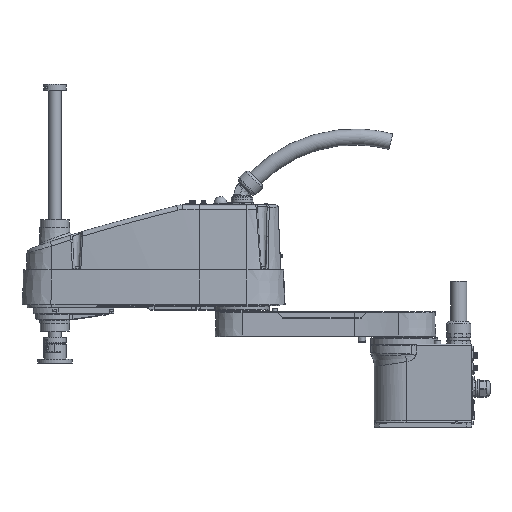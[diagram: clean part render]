
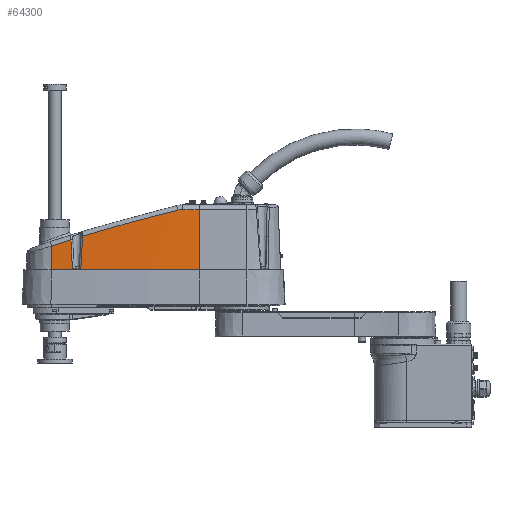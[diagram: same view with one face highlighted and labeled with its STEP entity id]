
A CAD part, top view. The second image highlights one B-rep face of the part: STEP entity #64300.
In plain terms, the highlighted conical face has half-angle 2.5 degrees and reference radius 2539.47 mm.
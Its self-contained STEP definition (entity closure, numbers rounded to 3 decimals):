
#13 = CARTESIAN_POINT ( 'NONE',  ( -85., 75., -2465.029 ) ) ;
#1053 = ORIENTED_EDGE ( 'NONE', *, *, #2475, .F. ) ;
#1687 = CARTESIAN_POINT ( 'NONE',  ( -128.605, 191.489, 68.865 ) ) ;
#2030 = CARTESIAN_POINT ( 'NONE',  ( -339.798, 75., 61.511 ) ) ;
#2046 = DIRECTION ( 'NONE',  ( 0., -0.999, 0.044 ) ) ;
#2475 = EDGE_CURVE ( 'NONE', #64851, #65376, #48908, .T. ) ;
#3819 = VERTEX_POINT ( 'NONE', #42672 ) ;
#3973 = CARTESIAN_POINT ( 'NONE',  ( -342.495, 126.402, 58.982 ) ) ;
#3981 = ORIENTED_EDGE ( 'NONE', *, *, #34151, .T. ) ;
#4335 = AXIS2_PLACEMENT_3D ( 'NONE', #58255, #53883, #12332 ) ;
#5578 = CARTESIAN_POINT ( 'NONE',  ( -322.783, 75., 63.169 ) ) ;
#6116 = ORIENTED_EDGE ( 'NONE', *, *, #15267, .T. ) ;
#7126 = B_SPLINE_CURVE_WITH_KNOTS ( 'NONE', 3,
 ( #36042, #56499, #34817, #29108, #54600, #13710, #20655, #29450, #18756, #3973 ),
 .UNSPECIFIED., .F., .F.,
 ( 4, 3, 3, 4 ),
 ( 0., 0.006, 0.03, 0.052 ),
 .UNSPECIFIED. ) ;
#7633 = CARTESIAN_POINT ( 'NONE',  ( -381.712, 72.3, 57.051 ) ) ;
#8560 = CARTESIAN_POINT ( 'NONE',  ( -342.692, 130.163, 58.797 ) ) ;
#11428 = CARTESIAN_POINT ( 'NONE',  ( -342.788, 132.043, 58.704 ) ) ;
#11485 = VERTEX_POINT ( 'NONE', #1687 ) ;
#12332 = DIRECTION ( 'NONE',  ( 0., 0., 1. ) ) ;
#12859 = B_SPLINE_CURVE_WITH_KNOTS ( 'NONE', 3,
 ( #59182, #18640, #58839, #53822 ),
 .UNSPECIFIED., .F., .F.,
 ( 4, 4 ),
 ( 0., 0.009 ),
 .UNSPECIFIED. ) ;
#13134 = CARTESIAN_POINT ( 'NONE',  ( -119.265, 192.586, 68.961 ) ) ;
#13710 = CARTESIAN_POINT ( 'NONE',  ( -340.949, 96.943, 60.432 ) ) ;
#14344 = DIRECTION ( 'NONE',  ( 0., 0., -1. ) ) ;
#14902 = B_SPLINE_CURVE_WITH_KNOTS ( 'NONE', 3,
 ( #49125, #23607, #8560, #44105 ),
 .UNSPECIFIED., .F., .F.,
 ( 4, 4 ),
 ( 0., 0.006 ),
 .UNSPECIFIED. ) ;
#15071 = CONICAL_SURFACE ( 'NONE', #4335, 2539.474, 0.044 ) ;
#15144 = VERTEX_POINT ( 'NONE', #60302 ) ;
#15267 = EDGE_CURVE ( 'NONE', #19431, #31625, #25964, .T. ) ;
#15293 = CARTESIAN_POINT ( 'NONE',  ( -381.712, 72.3, 57.051 ) ) ;
#15991 = AXIS2_PLACEMENT_3D ( 'NONE', #59900, #24691, #14344 ) ;
#16501 = CARTESIAN_POINT ( 'NONE',  ( -368.613, 123.741, 56.331 ) ) ;
#18428 = EDGE_CURVE ( 'NONE', #11485, #23064, #39847, .T. ) ;
#18640 = CARTESIAN_POINT ( 'NONE',  ( -122.421, 192.586, 68.918 ) ) ;
#18756 = CARTESIAN_POINT ( 'NONE',  ( -342.12, 119.243, 59.334 ) ) ;
#18797 = CARTESIAN_POINT ( 'NONE',  ( -342.495, 126.402, 58.982 ) ) ;
#19169 = CARTESIAN_POINT ( 'NONE',  ( -320.558, 117.415, 61.518 ) ) ;
#19431 = VERTEX_POINT ( 'NONE', #7633 ) ;
#20319 = B_SPLINE_CURVE_WITH_KNOTS ( 'NONE', 3,
 ( #29215, #49702, #24176, #44655, #65059, #19169, #51014, #36893, #25839, #46319 ),
 .UNSPECIFIED., .F., .F.,
 ( 4, 3, 3, 4 ),
 ( 0., 0.006, 0.03, 0.065 ),
 .UNSPECIFIED. ) ;
#20445 = DIRECTION ( 'NONE',  ( 0., 0., 1. ) ) ;
#20542 = EDGE_CURVE ( 'NONE', #15144, #60842, #21483, .T. ) ;
#20655 = CARTESIAN_POINT ( 'NONE',  ( -341.368, 104.923, 60.039 ) ) ;
#20929 = EDGE_CURVE ( 'NONE', #15144, #31625, #47978, .T. ) ;
#21483 = CIRCLE ( 'NONE', #15991, 2534.222 ) ;
#22600 = CARTESIAN_POINT ( 'NONE',  ( -256.468, 158.804, 65.651 ) ) ;
#22691 = FACE_OUTER_BOUND ( 'NONE', #31187, .T. ) ;
#23064 = VERTEX_POINT ( 'NONE', #29559 ) ;
#23607 = CARTESIAN_POINT ( 'NONE',  ( -342.594, 128.283, 58.889 ) ) ;
#24176 = CARTESIAN_POINT ( 'NONE',  ( -319.616, 135.376, 60.818 ) ) ;
#24691 = DIRECTION ( 'NONE',  ( 0., -1., 0. ) ) ;
#24908 = ORIENTED_EDGE ( 'NONE', *, *, #18428, .T. ) ;
#25839 = CARTESIAN_POINT ( 'NONE',  ( -322.181, 86.477, 62.722 ) ) ;
#25964 = CIRCLE ( 'NONE', #53828, 2539.474 ) ;
#27304 = CARTESIAN_POINT ( 'NONE',  ( -128.605, 191.489, 68.865 ) ) ;
#28593 = VECTOR ( 'NONE', #55843, 1000. ) ;
#29108 = CARTESIAN_POINT ( 'NONE',  ( -340.112, 80.985, 61.217 ) ) ;
#29215 = CARTESIAN_POINT ( 'NONE',  ( -319.406, 139.368, 60.662 ) ) ;
#29450 = CARTESIAN_POINT ( 'NONE',  ( -341.744, 112.083, 59.687 ) ) ;
#29559 = CARTESIAN_POINT ( 'NONE',  ( -319.406, 139.368, 60.662 ) ) ;
#30513 = EDGE_CURVE ( 'NONE', #3819, #42745, #61426, .T. ) ;
#30546 = ORIENTED_EDGE ( 'NONE', *, *, #49077, .T. ) ;
#31089 = ORIENTED_EDGE ( 'NONE', *, *, #42185, .T. ) ;
#31187 = EDGE_LOOP ( 'NONE', ( #24908, #3981, #1053, #31089, #46926, #65372, #61776, #6116, #49678, #33023, #30546 ) ) ;
#31448 = CARTESIAN_POINT ( 'NONE',  ( -85., 72.3, -2465.029 ) ) ;
#31625 = VERTEX_POINT ( 'NONE', #34712 ) ;
#32082 = DIRECTION ( 'NONE',  ( 0., 1., 0. ) ) ;
#33023 = ORIENTED_EDGE ( 'NONE', *, *, #20542, .T. ) ;
#34151 = EDGE_CURVE ( 'NONE', #23064, #65376, #20319, .T. ) ;
#34712 = CARTESIAN_POINT ( 'NONE',  ( -85., 72.3, 74.444 ) ) ;
#34817 = CARTESIAN_POINT ( 'NONE',  ( -340.007, 78.99, 61.315 ) ) ;
#36042 = CARTESIAN_POINT ( 'NONE',  ( -339.798, 75., 61.511 ) ) ;
#36051 = AXIS2_PLACEMENT_3D ( 'NONE', #13, #56623, #20445 ) ;
#36893 = CARTESIAN_POINT ( 'NONE',  ( -321.579, 97.954, 62.276 ) ) ;
#36916 = CARTESIAN_POINT ( 'NONE',  ( -381.471, 119.463, 55.006 ) ) ;
#39011 = VERTEX_POINT ( 'NONE', #18797 ) ;
#39847 = B_SPLINE_CURVE_WITH_KNOTS ( 'NONE', 3,
 ( #27304, #66277, #22600, #62508 ),
 .UNSPECIFIED., .F., .F.,
 ( 4, 4 ),
 ( 0., 0.198 ),
 .UNSPECIFIED. ) ;
#41958 = CARTESIAN_POINT ( 'NONE',  ( -355.719, 127.934, 57.564 ) ) ;
#42185 = EDGE_CURVE ( 'NONE', #64851, #39011, #7126, .T. ) ;
#42672 = CARTESIAN_POINT ( 'NONE',  ( -342.788, 132.043, 58.704 ) ) ;
#42745 = VERTEX_POINT ( 'NONE', #43665 ) ;
#43665 = CARTESIAN_POINT ( 'NONE',  ( -381.471, 119.463, 55.006 ) ) ;
#44105 = CARTESIAN_POINT ( 'NONE',  ( -342.788, 132.043, 58.704 ) ) ;
#44655 = CARTESIAN_POINT ( 'NONE',  ( -319.72, 133.38, 60.895 ) ) ;
#44940 = EDGE_CURVE ( 'NONE', #39011, #3819, #14902, .T. ) ;
#46319 = CARTESIAN_POINT ( 'NONE',  ( -322.783, 75., 63.169 ) ) ;
#46926 = ORIENTED_EDGE ( 'NONE', *, *, #44940, .T. ) ;
#47320 = CARTESIAN_POINT ( 'NONE',  ( -85., 72.3, 74.444 ) ) ;
#47978 = LINE ( 'NONE', #47320, #50423 ) ;
#48908 = CIRCLE ( 'NONE', #36051, 2539.356 ) ;
#49077 = EDGE_CURVE ( 'NONE', #60842, #11485, #12859, .T. ) ;
#49125 = CARTESIAN_POINT ( 'NONE',  ( -342.495, 126.402, 58.982 ) ) ;
#49678 = ORIENTED_EDGE ( 'NONE', *, *, #20929, .F. ) ;
#49702 = CARTESIAN_POINT ( 'NONE',  ( -319.511, 137.372, 60.74 ) ) ;
#50423 = VECTOR ( 'NONE', #2046, 1000. ) ;
#51014 = CARTESIAN_POINT ( 'NONE',  ( -320.977, 109.432, 61.829 ) ) ;
#53822 = CARTESIAN_POINT ( 'NONE',  ( -128.605, 191.489, 68.865 ) ) ;
#53828 = AXIS2_PLACEMENT_3D ( 'NONE', #31448, #32082, #62589 ) ;
#53883 = DIRECTION ( 'NONE',  ( 0., -1., 0. ) ) ;
#54600 = CARTESIAN_POINT ( 'NONE',  ( -340.531, 88.964, 60.824 ) ) ;
#55843 = DIRECTION ( 'NONE',  ( -0.005, -0.999, 0.043 ) ) ;
#56499 = CARTESIAN_POINT ( 'NONE',  ( -339.903, 76.995, 61.413 ) ) ;
#56623 = DIRECTION ( 'NONE',  ( 0., 1., 0. ) ) ;
#58255 = CARTESIAN_POINT ( 'NONE',  ( -85., 72.3, -2465.029 ) ) ;
#58839 = CARTESIAN_POINT ( 'NONE',  ( -125.534, 192.221, 68.886 ) ) ;
#59182 = CARTESIAN_POINT ( 'NONE',  ( -119.265, 192.586, 68.961 ) ) ;
#59900 = CARTESIAN_POINT ( 'NONE',  ( -85., 192.586, -2465.029 ) ) ;
#60209 = LINE ( 'NONE', #15293, #28593 ) ;
#60302 = CARTESIAN_POINT ( 'NONE',  ( -85., 192.586, 69.193 ) ) ;
#60842 = VERTEX_POINT ( 'NONE', #13134 ) ;
#61231 = EDGE_CURVE ( 'NONE', #42745, #19431, #60209, .T. ) ;
#61426 = B_SPLINE_CURVE_WITH_KNOTS ( 'NONE', 3,
 ( #11428, #41958, #16501, #36916 ),
 .UNSPECIFIED., .F., .F.,
 ( 4, 4 ),
 ( 0.003, 0.044 ),
 .UNSPECIFIED. ) ;
#61776 = ORIENTED_EDGE ( 'NONE', *, *, #61231, .T. ) ;
#62508 = CARTESIAN_POINT ( 'NONE',  ( -319.406, 139.368, 60.662 ) ) ;
#62589 = DIRECTION ( 'NONE',  ( 0., 0., 1. ) ) ;
#64300 = ADVANCED_FACE ( 'NONE', ( #22691 ), #15071, .T. ) ;
#64851 = VERTEX_POINT ( 'NONE', #2030 ) ;
#65059 = CARTESIAN_POINT ( 'NONE',  ( -320.139, 125.397, 61.207 ) ) ;
#65372 = ORIENTED_EDGE ( 'NONE', *, *, #30513, .T. ) ;
#65376 = VERTEX_POINT ( 'NONE', #5578 ) ;
#66277 = CARTESIAN_POINT ( 'NONE',  ( -192.871, 176.183, 68.428 ) ) ;
